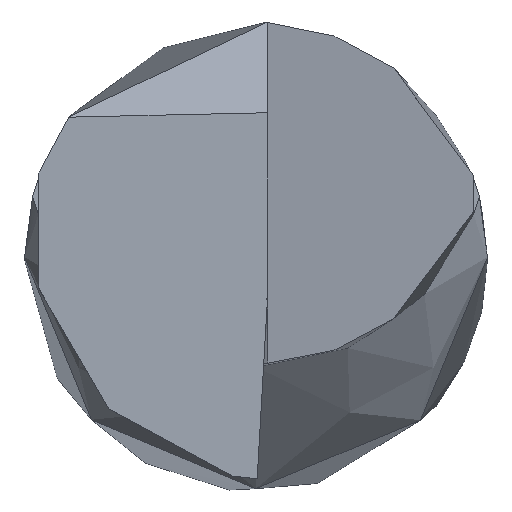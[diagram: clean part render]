
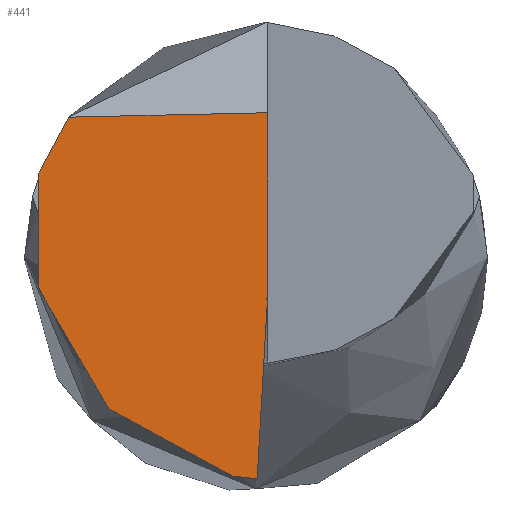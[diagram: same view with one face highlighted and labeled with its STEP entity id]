
A CAD part, top view. The second image highlights one B-rep face of the part: STEP entity #441.
In plain terms, the highlighted planar face has unit normal (-0.052, 0.017, 0.999).
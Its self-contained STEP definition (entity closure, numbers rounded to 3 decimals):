
#20 = CARTESIAN_POINT ( 'NONE',  ( -0.203, -1.928, -0.012 ) ) ;
#42 = VERTEX_POINT ( 'NONE', #550 ) ;
#52 = CARTESIAN_POINT ( 'NONE',  ( 0.1, -0.001, -0.029 ) ) ;
#77 = EDGE_CURVE ( 'NONE', #847, #503, #387, .T. ) ;
#93 = FACE_OUTER_BOUND ( 'NONE', #742, .T. ) ;
#100 = CARTESIAN_POINT ( 'NONE',  ( -1.88, -0.302, -0.128 ) ) ;
#102 = VECTOR ( 'NONE', #171, 1000. ) ;
#112 = CARTESIAN_POINT ( 'NONE',  ( -1.88, 0.683, -0.145 ) ) ;
#119 = CARTESIAN_POINT ( 'NONE',  ( 0.1, -0.376, -0.023 ) ) ;
#121 = DIRECTION ( 'NONE',  ( 0., 1., -0.017 ) ) ;
#133 = VERTEX_POINT ( 'NONE', #824 ) ;
#140 = CARTESIAN_POINT ( 'NONE',  ( -1.619, 1.174, -0.14 ) ) ;
#156 = ORIENTED_EDGE ( 'NONE', *, *, #639, .F. ) ;
#171 = DIRECTION ( 'NONE',  ( 0., 1., -0.017 ) ) ;
#186 = CARTESIAN_POINT ( 'NONE',  ( 0.092, 1.212, -0.051 ) ) ;
#259 = CARTESIAN_POINT ( 'NONE',  ( -1.661, -1.135, -0.102 ) ) ;
#261 = DIRECTION ( 'NONE',  ( 0.998, 0.022, 0.052 ) ) ;
#288 = CARTESIAN_POINT ( 'NONE',  ( -1.88, 0.683, -0.145 ) ) ;
#296 = ORIENTED_EDGE ( 'NONE', *, *, #721, .F. ) ;
#304 = VECTOR ( 'NONE', #261, 1000. ) ;
#312 = LINE ( 'NONE', #749, #825 ) ;
#344 =( BOUNDED_CURVE ( )  B_SPLINE_CURVE ( 3, ( #288, #507, #576, #140 ),
 .UNSPECIFIED., .F., .T. ) 
 B_SPLINE_CURVE_WITH_KNOTS ( ( 4, 4 ),
 ( 0.027, 0.306 ),
 .UNSPECIFIED. ) 
 CURVE ( )  GEOMETRIC_REPRESENTATION_ITEM ( )  RATIONAL_B_SPLINE_CURVE ( ( 1., 0.994, 0.994, 1. ) ) 
 REPRESENTATION_ITEM ( '' )  );
#353 = VERTEX_POINT ( 'NONE', #868 ) ;
#372 = ORIENTED_EDGE ( 'NONE', *, *, #77, .T. ) ;
#387 = LINE ( 'NONE', #52, #477 ) ;
#396 = CARTESIAN_POINT ( 'NONE',  ( -1.042, -1.735, -0.059 ) ) ;
#407 = LINE ( 'NONE', #679, #102 ) ;
#425 = AXIS2_PLACEMENT_3D ( 'NONE', #933, #513, #919 ) ;
#441 = ADVANCED_FACE ( 'NONE', ( #93 ), #705, .F. ) ;
#477 = VECTOR ( 'NONE', #121, 1000. ) ;
#503 = VERTEX_POINT ( 'NONE', #926 ) ;
#505 = EDGE_CURVE ( 'NONE', #840, #353, #344, .T. ) ;
#507 = CARTESIAN_POINT ( 'NONE',  ( -1.816, 0.858, -0.145 ) ) ;
#513 = DIRECTION ( 'NONE',  ( 0.052, -0.017, -0.998 ) ) ;
#526 = ORIENTED_EDGE ( 'NONE', *, *, #580, .T. ) ;
#550 = CARTESIAN_POINT ( 'NONE',  ( -0.203, -1.928, -0.012 ) ) ;
#572 = LINE ( 'NONE', #186, #304 ) ;
#576 = CARTESIAN_POINT ( 'NONE',  ( -1.729, 1.023, -0.143 ) ) ;
#580 = EDGE_CURVE ( 'NONE', #714, #847, #584, .T. ) ;
#584 =( BOUNDED_CURVE ( )  B_SPLINE_CURVE ( 3, ( #735, #801, #938, #798 ),
 .UNSPECIFIED., .F., .T. ) 
 B_SPLINE_CURVE_WITH_KNOTS ( ( 4, 4 ),
 ( 2.472, 3.282 ),
 .UNSPECIFIED. ) 
 CURVE ( )  GEOMETRIC_REPRESENTATION_ITEM ( )  RATIONAL_B_SPLINE_CURVE ( ( 1., 0.946, 0.946, 1. ) ) 
 REPRESENTATION_ITEM ( '' )  );
#606 = CARTESIAN_POINT ( 'NONE',  ( 0.01, -1.95, 0. ) ) ;
#639 = EDGE_CURVE ( 'NONE', #714, #42, #312, .T. ) ;
#645 =( BOUNDED_CURVE ( )  B_SPLINE_CURVE ( 3, ( #20, #396, #259, #100 ),
 .UNSPECIFIED., .F., .T. ) 
 B_SPLINE_CURVE_WITH_KNOTS ( ( 4, 4 ),
 ( 4.617, 5.705 ),
 .UNSPECIFIED. ) 
 CURVE ( )  GEOMETRIC_REPRESENTATION_ITEM ( )  RATIONAL_B_SPLINE_CURVE ( ( 1., 0.904, 0.904, 1. ) ) 
 REPRESENTATION_ITEM ( '' )  );
#654 = ORIENTED_EDGE ( 'NONE', *, *, #667, .F. ) ;
#667 = EDGE_CURVE ( 'NONE', #42, #133, #645, .T. ) ;
#679 = CARTESIAN_POINT ( 'NONE',  ( -1.88, -8.001, 0.007 ) ) ;
#705 = PLANE ( 'NONE',  #425 ) ;
#714 = VERTEX_POINT ( 'NONE', #606 ) ;
#715 = EDGE_CURVE ( 'NONE', #133, #840, #407, .T. ) ;
#721 = EDGE_CURVE ( 'NONE', #353, #503, #572, .T. ) ;
#735 = CARTESIAN_POINT ( 'NONE',  ( 0.01, -1.95, 0. ) ) ;
#742 = EDGE_LOOP ( 'NONE', ( #770, #654, #156, #526, #372, #296, #898 ) ) ;
#749 = CARTESIAN_POINT ( 'NONE',  ( 0.643, -2.016, 0.034 ) ) ;
#770 = ORIENTED_EDGE ( 'NONE', *, *, #715, .F. ) ;
#798 = CARTESIAN_POINT ( 'NONE',  ( 0.1, -0.376, -0.023 ) ) ;
#801 = CARTESIAN_POINT ( 'NONE',  ( -0.18, -1.428, -0.019 ) ) ;
#810 = DIRECTION ( 'NONE',  ( -0.993, 0.104, -0.054 ) ) ;
#824 = CARTESIAN_POINT ( 'NONE',  ( -1.88, -0.302, -0.128 ) ) ;
#825 = VECTOR ( 'NONE', #810, 1000. ) ;
#840 = VERTEX_POINT ( 'NONE', #112 ) ;
#847 = VERTEX_POINT ( 'NONE', #119 ) ;
#868 = CARTESIAN_POINT ( 'NONE',  ( -1.619, 1.174, -0.14 ) ) ;
#898 = ORIENTED_EDGE ( 'NONE', *, *, #505, .F. ) ;
#919 = DIRECTION ( 'NONE',  ( -0.999, 0., -0.052 ) ) ;
#926 = CARTESIAN_POINT ( 'NONE',  ( 0.1, 1.212, -0.05 ) ) ;
#933 = CARTESIAN_POINT ( 'NONE',  ( 0.01, -7.999, 0.106 ) ) ;
#938 = CARTESIAN_POINT ( 'NONE',  ( -0.148, -0.873, -0.027 ) ) ;
